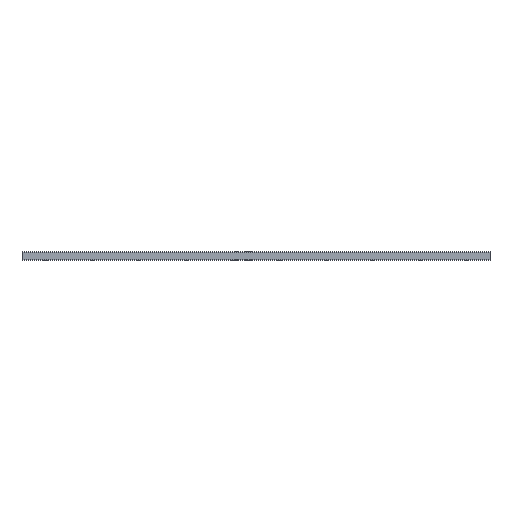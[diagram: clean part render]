
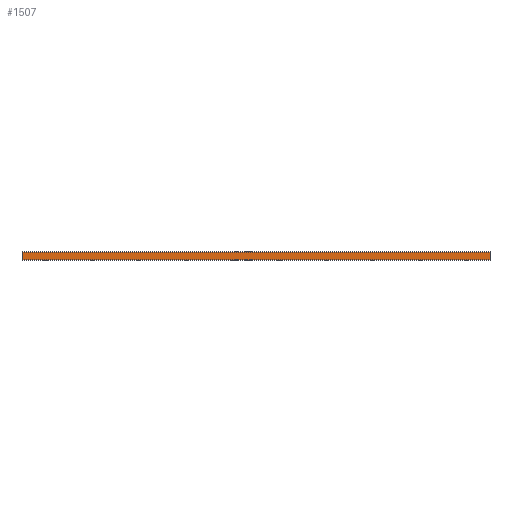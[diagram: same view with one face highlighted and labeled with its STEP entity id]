
A CAD part, front view. The second image highlights one B-rep face of the part: STEP entity #1507.
In plain terms, the highlighted planar face has unit normal (0, -1, 0).
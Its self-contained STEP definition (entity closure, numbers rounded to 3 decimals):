
#28 = CARTESIAN_POINT ( 'NONE',  ( 1520., -13.005, -6.514 ) ) ;
#65 = EDGE_CURVE ( 'NONE', #1155, #1342, #1634, .T. ) ;
#107 = CARTESIAN_POINT ( 'NONE',  ( 0., -13.005, 6.514 ) ) ;
#111 = LINE ( 'NONE', #1350, #2303 ) ;
#185 = DIRECTION ( 'NONE',  ( 0., 1., 0. ) ) ;
#360 = ORIENTED_EDGE ( 'NONE', *, *, #1871, .T. ) ;
#693 = ORIENTED_EDGE ( 'NONE', *, *, #1025, .T. ) ;
#727 = VERTEX_POINT ( 'NONE', #1429 ) ;
#737 = DIRECTION ( 'NONE',  ( -1., 0., 0. ) ) ;
#832 = CARTESIAN_POINT ( 'NONE',  ( 800., -13.005, -6.514 ) ) ;
#966 = VERTEX_POINT ( 'NONE', #1143 ) ;
#1025 = EDGE_CURVE ( 'NONE', #966, #1342, #2042, .T. ) ;
#1026 = VECTOR ( 'NONE', #737, 1000. ) ;
#1143 = CARTESIAN_POINT ( 'NONE',  ( 0., -13.005, 6.514 ) ) ;
#1155 = VERTEX_POINT ( 'NONE', #832 ) ;
#1195 = LINE ( 'NONE', #1915, #1249 ) ;
#1238 = FACE_OUTER_BOUND ( 'NONE', #1703, .T. ) ;
#1249 = VECTOR ( 'NONE', #1786, 1000. ) ;
#1259 = DIRECTION ( 'NONE',  ( 0., 0., 1. ) ) ;
#1334 = AXIS2_PLACEMENT_3D ( 'NONE', #2148, #185, #1259 ) ;
#1342 = VERTEX_POINT ( 'NONE', #2299 ) ;
#1350 = CARTESIAN_POINT ( 'NONE',  ( 800., -13.005, 6.514 ) ) ;
#1429 = CARTESIAN_POINT ( 'NONE',  ( 800., -13.005, 6.514 ) ) ;
#1507 = ADVANCED_FACE ( 'NONE', ( #1238 ), #1794, .F. ) ;
#1534 = DIRECTION ( 'NONE',  ( 0., 0., -1. ) ) ;
#1604 = VECTOR ( 'NONE', #1534, 1000. ) ;
#1634 = LINE ( 'NONE', #28, #1026 ) ;
#1703 = EDGE_LOOP ( 'NONE', ( #360, #2272, #693, #2005 ) ) ;
#1786 = DIRECTION ( 'NONE',  ( 1., 0., 0. ) ) ;
#1794 = PLANE ( 'NONE',  #1334 ) ;
#1871 = EDGE_CURVE ( 'NONE', #1155, #727, #111, .T. ) ;
#1915 = CARTESIAN_POINT ( 'NONE',  ( 1520., -13.005, 6.514 ) ) ;
#2005 = ORIENTED_EDGE ( 'NONE', *, *, #65, .F. ) ;
#2042 = LINE ( 'NONE', #107, #1604 ) ;
#2072 = DIRECTION ( 'NONE',  ( 0., 0., 1. ) ) ;
#2148 = CARTESIAN_POINT ( 'NONE',  ( 1520., -13.005, 6.514 ) ) ;
#2272 = ORIENTED_EDGE ( 'NONE', *, *, #2279, .F. ) ;
#2279 = EDGE_CURVE ( 'NONE', #966, #727, #1195, .T. ) ;
#2299 = CARTESIAN_POINT ( 'NONE',  ( 0., -13.005, -6.514 ) ) ;
#2303 = VECTOR ( 'NONE', #2072, 1000. ) ;
